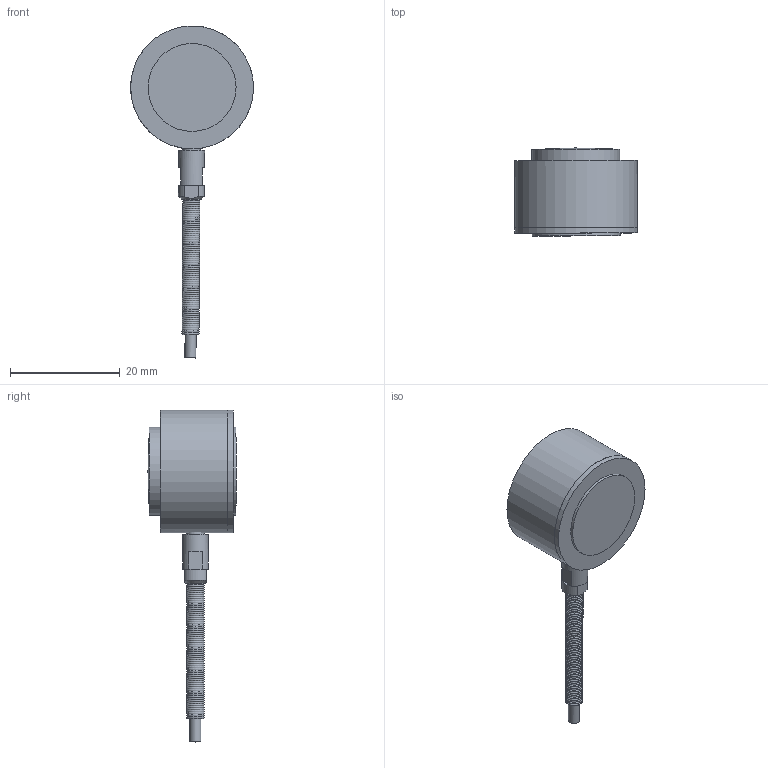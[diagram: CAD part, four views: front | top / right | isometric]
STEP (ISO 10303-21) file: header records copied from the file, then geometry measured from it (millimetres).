
FILE_DESCRIPTION((''),'2;1');
FILE_NAME('LCA350.stp','2010-09-17T15:01:19',('thomasl'),(''),'Autodesk Inventor 2008','Autodesk Inventor 2008','');
FILE_SCHEMA(('AUTOMOTIVE_DESIGN { 1 0 10303 214 1 1 1 1 }'));
Length unit declared in the file: inch
Products named in the file (11): LCA350; FM1618; FM1619; ~~07-STRAINRELIEF-ASSEMBLY; ~$F2652; ~~~PART1; ~$F2651-B; ~PART2; ~$F2348-A; ~~~~PART1; ~CABLE
Assembly tree (10 placements, depth 4):
  LCA350
    FM1618
    FM1619
    ~~07-STRAINRELIEF-ASSEMBLY
      ~$F2652
        ~~~PART1
      ~$F2651-B
        ~PART2
      ~$F2348-A
        ~~~~PART1
      ~CABLE
Bounding box: 22.39 x 16.03 x 60.39 mm (x, y, z)
Volume: 4544 mm3; surface area: 4607.9 mm2
Topology: 6 solids, 6 shells, 144 faces, 310 edges, 184 vertices
Faces by surface type: bspline 70, plane 44, cylinder 24, cone 3, torus 2, sphere 1
Full cylindrical faces by diameter (mm): 1.943 x1, 2.007 x1, 2.083 x2, 2.741 x1, 2.794 x1, 3.023 x1, 3.048 x1, 3.175 x1, 3.505 x1, 4.699 x1, 16.002 x2, 16.764 x1, 20.828 x1, 20.955 x1, 22.352 x2
Entity records: 9059 total; most frequent: CARTESIAN_POINT 6229, DIRECTION 528, ORIENTED_EDGE 418, EDGE_LOOP 254, AXIS2_PLACEMENT_3D 233, EDGE_CURVE 209, VERTEX_POINT 177, FACE_OUTER_BOUND 144
